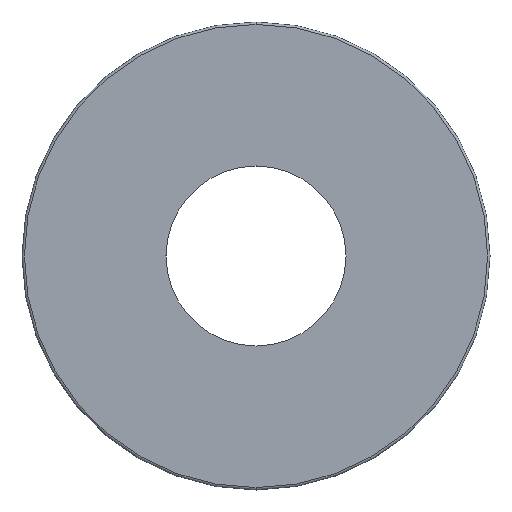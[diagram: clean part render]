
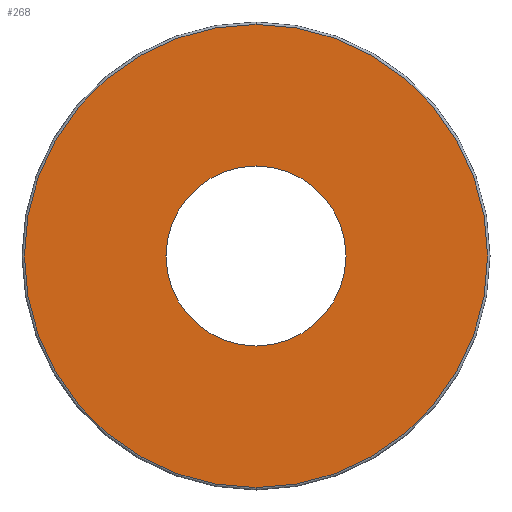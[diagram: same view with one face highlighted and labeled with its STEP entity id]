
A CAD part, front view. The second image highlights one B-rep face of the part: STEP entity #268.
In plain terms, the highlighted planar face has unit normal (0, -1, 0).
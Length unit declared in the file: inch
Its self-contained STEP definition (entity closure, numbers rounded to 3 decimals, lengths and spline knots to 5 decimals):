
#2 = FACE_BOUND ( 'NONE', #118, .T. ) ;
#9 = FACE_OUTER_BOUND ( 'NONE', #68, .T. ) ;
#11 = CIRCLE ( 'NONE', #301, 0.1875 ) ;
#15 = CIRCLE ( 'NONE', #296, 0.4825 ) ;
#64 = CIRCLE ( 'NONE', #324, 0.1875 ) ;
#68 = EDGE_LOOP ( 'NONE', ( #182, #181 ) ) ;
#83 = CIRCLE ( 'NONE', #237, 0.4825 ) ;
#87 = VERTEX_POINT ( 'NONE', #330 ) ;
#118 = EDGE_LOOP ( 'NONE', ( #323, #206 ) ) ;
#137 = VERTEX_POINT ( 'NONE', #269 ) ;
#170 = CARTESIAN_POINT ( 'NONE',  ( 0., 0., 0. ) ) ;
#177 = EDGE_CURVE ( 'NONE', #87, #137, #64, .T. ) ;
#181 = ORIENTED_EDGE ( 'NONE', *, *, #234, .T. ) ;
#182 = ORIENTED_EDGE ( 'NONE', *, *, #366, .T. ) ;
#206 = ORIENTED_EDGE ( 'NONE', *, *, #177, .F. ) ;
#234 = EDGE_CURVE ( 'NONE', #259, #246, #15, .T. ) ;
#237 = AXIS2_PLACEMENT_3D ( 'NONE', #300, #299, #297 ) ;
#246 = VERTEX_POINT ( 'NONE', #422 ) ;
#258 = EDGE_CURVE ( 'NONE', #137, #87, #11, .T. ) ;
#259 = VERTEX_POINT ( 'NONE', #414 ) ;
#268 = ADVANCED_FACE ( 'NONE', ( #9, #2 ), #415, .T. ) ;
#269 = CARTESIAN_POINT ( 'NONE',  ( 0., 0., -0.1875 ) ) ;
#280 = AXIS2_PLACEMENT_3D ( 'NONE', #408, #396, #395 ) ;
#296 = AXIS2_PLACEMENT_3D ( 'NONE', #413, #412, #411 ) ;
#297 = DIRECTION ( 'NONE',  ( 0., 0., -1. ) ) ;
#299 = DIRECTION ( 'NONE',  ( 0., -1., 0. ) ) ;
#300 = CARTESIAN_POINT ( 'NONE',  ( 0., 0., 0. ) ) ;
#301 = AXIS2_PLACEMENT_3D ( 'NONE', #405, #404, #402 ) ;
#323 = ORIENTED_EDGE ( 'NONE', *, *, #258, .F. ) ;
#324 = AXIS2_PLACEMENT_3D ( 'NONE', #170, #459, #458 ) ;
#330 = CARTESIAN_POINT ( 'NONE',  ( 0., 0., 0.1875 ) ) ;
#366 = EDGE_CURVE ( 'NONE', #246, #259, #83, .T. ) ;
#395 = DIRECTION ( 'NONE',  ( 0., 0., -1. ) ) ;
#396 = DIRECTION ( 'NONE',  ( 0., -1., 0. ) ) ;
#402 = DIRECTION ( 'NONE',  ( 0., 0., -1. ) ) ;
#404 = DIRECTION ( 'NONE',  ( 0., -1., 0. ) ) ;
#405 = CARTESIAN_POINT ( 'NONE',  ( 0., 0., 0. ) ) ;
#408 = CARTESIAN_POINT ( 'NONE',  ( 0.1875, 0., 0. ) ) ;
#411 = DIRECTION ( 'NONE',  ( 0., 0., -1. ) ) ;
#412 = DIRECTION ( 'NONE',  ( 0., -1., 0. ) ) ;
#413 = CARTESIAN_POINT ( 'NONE',  ( 0., 0., 0. ) ) ;
#414 = CARTESIAN_POINT ( 'NONE',  ( 0., 0., 0.4825 ) ) ;
#415 = PLANE ( 'NONE',  #280 ) ;
#422 = CARTESIAN_POINT ( 'NONE',  ( 0., 0., -0.4825 ) ) ;
#458 = DIRECTION ( 'NONE',  ( 0., 0., -1. ) ) ;
#459 = DIRECTION ( 'NONE',  ( 0., -1., 0. ) ) ;
